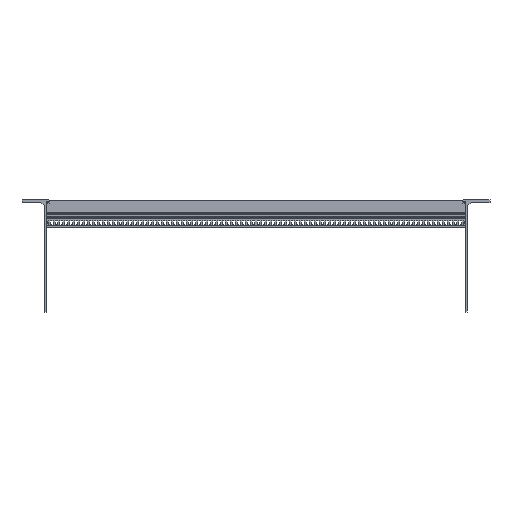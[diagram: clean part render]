
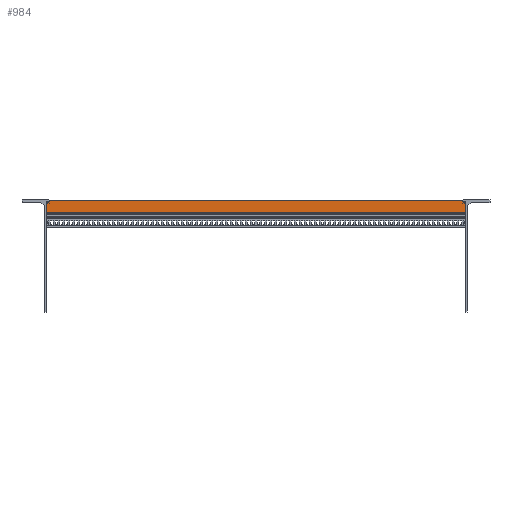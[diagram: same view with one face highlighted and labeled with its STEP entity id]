
A CAD part, front view. The second image highlights one B-rep face of the part: STEP entity #984.
In plain terms, the highlighted free-form (B-spline) face has degree [1, 1] with [2, 2] control points.
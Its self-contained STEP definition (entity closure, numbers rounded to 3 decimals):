
#984=ADVANCED_FACE('',(#3608),#3609,.T.);
#3608=FACE_OUTER_BOUND('',#13275,.T.);
#3609=B_SPLINE_SURFACE_WITH_KNOTS('',1,1,((#13276,#13277),(#13278,#13279)),.UNSPECIFIED.,.F.,.F.,.F.,(2,2),(2,2),(0.0,1.0),(0.0,1.0),.UNSPECIFIED.);
#13275=EDGE_LOOP('',(#27010,#27011,#27012,#27013,#27014,#27015,#27016,#27017));
#13276=CARTESIAN_POINT('',(215.9,-9.4,10.9));
#13277=CARTESIAN_POINT('',(-215.9,-9.4,10.9));
#13278=CARTESIAN_POINT('',(215.9,-9.4,23.05));
#13279=CARTESIAN_POINT('',(-215.9,-9.4,23.05));
#27010=ORIENTED_EDGE('',*,*,#34623,.T.);
#27011=ORIENTED_EDGE('',*,*,#34621,.T.);
#27012=ORIENTED_EDGE('',*,*,#33199,.F.);
#27013=ORIENTED_EDGE('',*,*,#34616,.T.);
#27014=ORIENTED_EDGE('',*,*,#34614,.T.);
#27015=ORIENTED_EDGE('',*,*,#34365,.F.);
#27016=ORIENTED_EDGE('',*,*,#34225,.F.);
#27017=ORIENTED_EDGE('',*,*,#34624,.F.);
#33199=EDGE_CURVE('',#38330,#38328,#38332,.T.);
#34225=EDGE_CURVE('',#40043,#40046,#40047,.T.);
#34365=EDGE_CURVE('',#40046,#40133,#40304,.T.);
#34614=EDGE_CURVE('',#40684,#40133,#40686,.T.);
#34616=EDGE_CURVE('',#38330,#40684,#40689,.T.);
#34621=EDGE_CURVE('',#40695,#38328,#40696,.T.);
#34623=EDGE_CURVE('',#40698,#40695,#40699,.T.);
#34624=EDGE_CURVE('',#40698,#40043,#40700,.T.);
#38328=VERTEX_POINT('',#50933);
#38330=VERTEX_POINT('',#50944);
#38332=B_SPLINE_CURVE_WITH_KNOTS('',1,(#50955,#50956),.UNSPECIFIED.,.F.,.F.,(2,2),(0.006,0.994),.UNSPECIFIED.);
#40043=VERTEX_POINT('',#53763);
#40046=VERTEX_POINT('',#53775);
#40047=B_SPLINE_CURVE_WITH_KNOTS('',1,(#53776,#53777),.UNSPECIFIED.,.F.,.F.,(2,2),(0.0,1.0),.UNSPECIFIED.);
#40133=VERTEX_POINT('',#54072);
#40304=B_SPLINE_CURVE_WITH_KNOTS('',1,(#54585,#54586),.UNSPECIFIED.,.F.,.F.,(2,2),(0.0,0.77),.UNSPECIFIED.);
#40684=VERTEX_POINT('',#55629);
#40686=B_SPLINE_CURVE_WITH_KNOTS('',1,(#55632,#55633),.UNSPECIFIED.,.F.,.F.,(2,2),(0.0,1.0),.UNSPECIFIED.);
#40689=B_SPLINE_CURVE_WITH_KNOTS('',1,(#55637,#55638),.UNSPECIFIED.,.F.,.F.,(2,2),(0.0,1.0),.UNSPECIFIED.);
#40695=VERTEX_POINT('',#55664);
#40696=B_SPLINE_CURVE_WITH_KNOTS('',1,(#55665,#55666),.UNSPECIFIED.,.F.,.F.,(2,2),(0.0,1.0),.UNSPECIFIED.);
#40698=VERTEX_POINT('',#55669);
#40699=B_SPLINE_CURVE_WITH_KNOTS('',1,(#55670,#55671),.UNSPECIFIED.,.F.,.F.,(2,2),(0.0,1.0),.UNSPECIFIED.);
#40700=B_SPLINE_CURVE_WITH_KNOTS('',1,(#55672,#55673),.UNSPECIFIED.,.F.,.F.,(2,2),(0.23,1.0),.UNSPECIFIED.);
#50933=CARTESIAN_POINT('',(213.3,-9.4,23.05));
#50944=CARTESIAN_POINT('',(-213.3,-9.4,23.05));
#50955=CARTESIAN_POINT('',(-213.3,-9.4,23.05));
#50956=CARTESIAN_POINT('',(213.3,-9.4,23.05));
#53763=CARTESIAN_POINT('',(215.9,-9.4,10.9));
#53775=CARTESIAN_POINT('',(-215.9,-9.4,10.9));
#53776=CARTESIAN_POINT('',(215.9,-9.4,10.9));
#53777=CARTESIAN_POINT('',(-215.9,-9.4,10.9));
#54072=CARTESIAN_POINT('',(-215.9,-9.4,20.25));
#54585=CARTESIAN_POINT('',(-215.9,-9.4,10.9));
#54586=CARTESIAN_POINT('',(-215.9,-9.4,20.25));
#55629=CARTESIAN_POINT('',(-213.3,-9.4,20.25));
#55632=CARTESIAN_POINT('',(-213.3,-9.4,20.25));
#55633=CARTESIAN_POINT('',(-215.9,-9.4,20.25));
#55637=CARTESIAN_POINT('',(-213.3,-9.4,23.05));
#55638=CARTESIAN_POINT('',(-213.3,-9.4,20.25));
#55664=CARTESIAN_POINT('',(213.3,-9.4,20.25));
#55665=CARTESIAN_POINT('',(213.3,-9.4,20.25));
#55666=CARTESIAN_POINT('',(213.3,-9.4,23.05));
#55669=CARTESIAN_POINT('',(215.9,-9.4,20.25));
#55670=CARTESIAN_POINT('',(215.9,-9.4,20.25));
#55671=CARTESIAN_POINT('',(213.3,-9.4,20.25));
#55672=CARTESIAN_POINT('',(215.9,-9.4,20.25));
#55673=CARTESIAN_POINT('',(215.9,-9.4,10.9));
